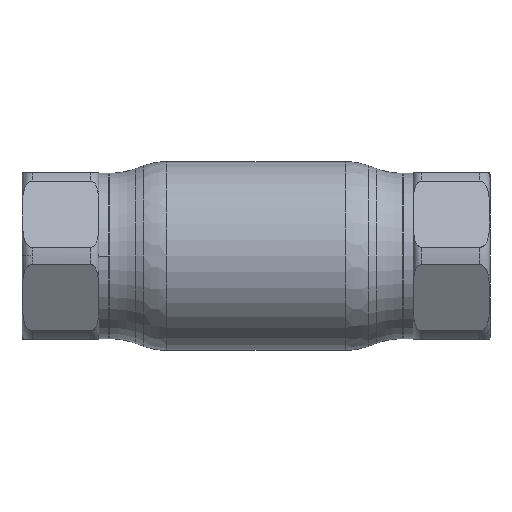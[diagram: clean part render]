
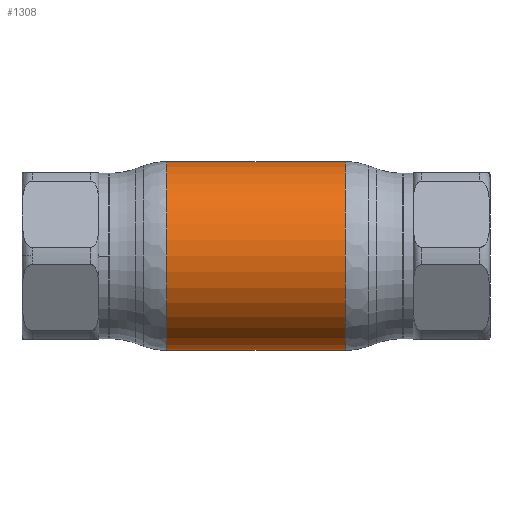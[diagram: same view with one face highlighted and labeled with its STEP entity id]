
A CAD part, front view. The second image highlights one B-rep face of the part: STEP entity #1308.
In plain terms, the highlighted cylindrical face has radius 28.25 mm (diameter 56.5 mm), a partial arc.
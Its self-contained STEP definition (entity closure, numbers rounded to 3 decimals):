
#290 = CARTESIAN_POINT ( 'NONE',  ( 26.673, 0., 0. ) ) ;
#691 = VERTEX_POINT ( 'NONE', #29489 ) ;
#876 = DIRECTION ( 'NONE',  ( -1., 0., 0. ) ) ;
#1308 = ADVANCED_FACE ( 'NONE', ( #13319 ), #18344, .T. ) ;
#5871 = DIRECTION ( 'NONE',  ( -1., 0., 0. ) ) ;
#6378 = AXIS2_PLACEMENT_3D ( 'NONE', #27200, #13591, #44995 ) ;
#7157 = CIRCLE ( 'NONE', #38429, 28.25 ) ;
#7370 = VECTOR ( 'NONE', #52291, 1000. ) ;
#9209 = CIRCLE ( 'NONE', #54634, 28.25 ) ;
#10570 = ORIENTED_EDGE ( 'NONE', *, *, #49621, .F. ) ;
#13319 = FACE_OUTER_BOUND ( 'NONE', #18885, .T. ) ;
#13374 = DIRECTION ( 'NONE',  ( -1., 0., 0. ) ) ;
#13591 = DIRECTION ( 'NONE',  ( -1., 0., 0. ) ) ;
#14865 = VERTEX_POINT ( 'NONE', #50399 ) ;
#15396 = CARTESIAN_POINT ( 'NONE',  ( -26.673, 0., 0. ) ) ;
#15935 = CARTESIAN_POINT ( 'NONE',  ( -62.69, 0., -28.25 ) ) ;
#16906 = EDGE_CURVE ( 'NONE', #31983, #691, #7157, .T. ) ;
#18344 = CYLINDRICAL_SURFACE ( 'NONE', #6378, 28.25 ) ;
#18762 = EDGE_CURVE ( 'NONE', #691, #40887, #45903, .T. ) ;
#18885 = EDGE_LOOP ( 'NONE', ( #46316, #34186, #38513, #10570 ) ) ;
#19152 = EDGE_CURVE ( 'NONE', #31983, #14865, #43169, .T. ) ;
#23459 = VECTOR ( 'NONE', #13374, 1000. ) ;
#27200 = CARTESIAN_POINT ( 'NONE',  ( -62.69, 0., 0. ) ) ;
#29017 = DIRECTION ( 'NONE',  ( 0., 0., 1. ) ) ;
#29489 = CARTESIAN_POINT ( 'NONE',  ( 26.673, 0., 28.25 ) ) ;
#30531 = CARTESIAN_POINT ( 'NONE',  ( 26.673, 0., -28.25 ) ) ;
#31983 = VERTEX_POINT ( 'NONE', #30531 ) ;
#34186 = ORIENTED_EDGE ( 'NONE', *, *, #16906, .T. ) ;
#36433 = CARTESIAN_POINT ( 'NONE',  ( -26.673, 0., 28.25 ) ) ;
#38429 = AXIS2_PLACEMENT_3D ( 'NONE', #290, #876, #45920 ) ;
#38513 = ORIENTED_EDGE ( 'NONE', *, *, #18762, .T. ) ;
#40887 = VERTEX_POINT ( 'NONE', #36433 ) ;
#43169 = LINE ( 'NONE', #15935, #7370 ) ;
#44995 = DIRECTION ( 'NONE',  ( 0., 0., 1. ) ) ;
#45056 = CARTESIAN_POINT ( 'NONE',  ( -62.69, 0., 28.25 ) ) ;
#45903 = LINE ( 'NONE', #45056, #23459 ) ;
#45920 = DIRECTION ( 'NONE',  ( 0., 0., 1. ) ) ;
#46316 = ORIENTED_EDGE ( 'NONE', *, *, #19152, .F. ) ;
#49621 = EDGE_CURVE ( 'NONE', #14865, #40887, #9209, .T. ) ;
#50399 = CARTESIAN_POINT ( 'NONE',  ( -26.673, 0., -28.25 ) ) ;
#52291 = DIRECTION ( 'NONE',  ( -1., 0., 0. ) ) ;
#54634 = AXIS2_PLACEMENT_3D ( 'NONE', #15396, #5871, #29017 ) ;
